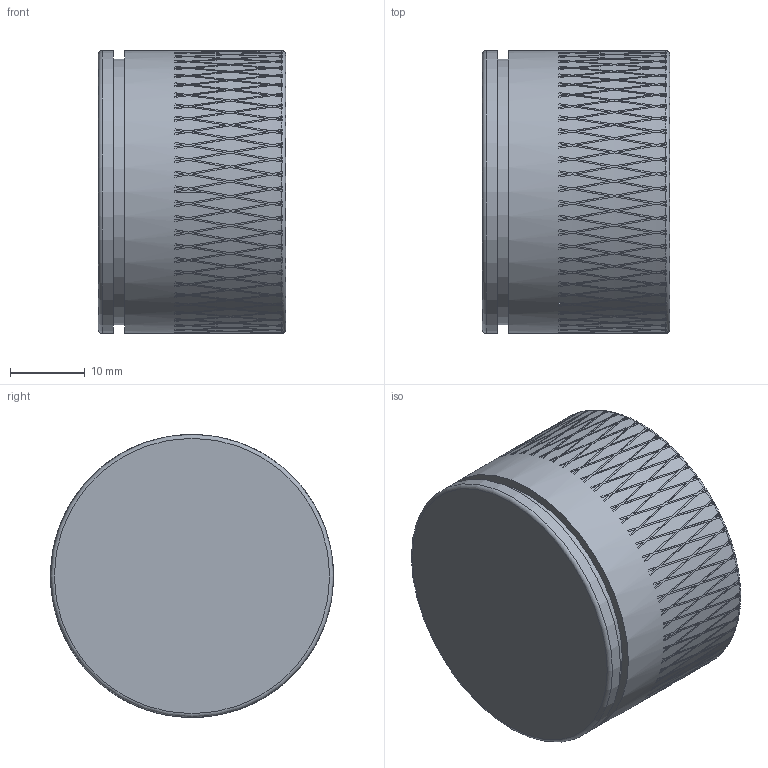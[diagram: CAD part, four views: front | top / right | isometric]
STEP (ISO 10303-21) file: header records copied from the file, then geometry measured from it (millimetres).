
FILE_DESCRIPTION(/* description */ (''),/* implementation_level */ '2;1');
FILE_NAME(/* name */ 'TrustLink MS F Dust Cap C.stp',/* time_stamp */ '2021-03-08T15:12:45+01:00',/* author */ ('sh'),/* organization */ (''),/* preprocessor_version */ 'ST-DEVELOPER v17.2',/* originating_system */ 'Autodesk Inventor 2019',/* authorisation */ '');
FILE_SCHEMA (('AUTOMOTIVE_DESIGN { 1 0 10303 214 3 1 1 }'));
Products named in the file (1): 0024730611-016
Bounding box: 25 x 37.8 x 37.8 mm (x, y, z)
Volume: 8440.3 mm3; surface area: 7930 mm2
Topology: 1 solids, 1 shells, 1287 faces, 3669 edges, 2448 vertices
Faces by surface type: bspline 1082, cylinder 195, plane 7, torus 3
Full cylindrical faces by diameter (mm): 34.2 x2, 35.2 x2, 35.3 x2, 35.5 x1, 37.78 x1, 37.8 x2
Entity records: 60943 total; most frequent: CARTESIAN_POINT 36543, ORIENTED_EDGE 7338, EDGE_CURVE 3669, B_SPLINE_CURVE_WITH_KNOTS 3142, VERTEX_POINT 2448, EDGE_LOOP 1351, FACE_OUTER_BOUND 1287, ADVANCED_FACE 1287
